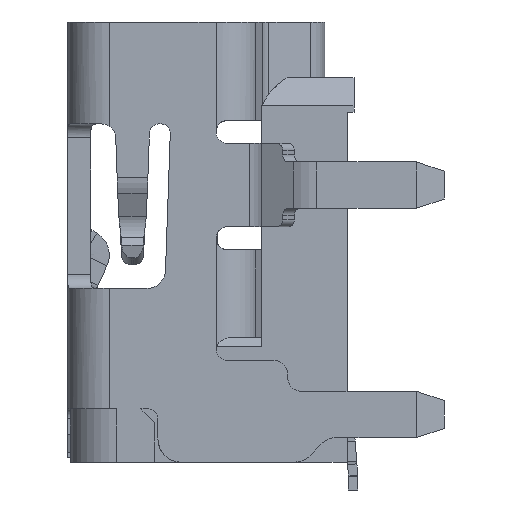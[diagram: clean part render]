
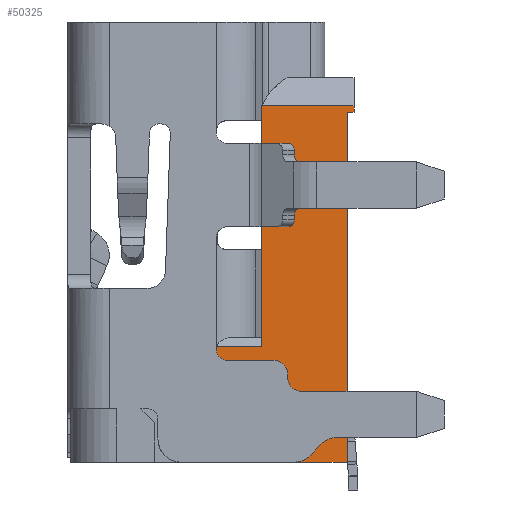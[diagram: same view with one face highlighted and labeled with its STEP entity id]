
A CAD part, left-side view. The second image highlights one B-rep face of the part: STEP entity #50325.
In plain terms, the highlighted planar face has unit normal (-1, 0, 0).
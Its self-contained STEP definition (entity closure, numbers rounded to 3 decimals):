
#231 = VERTEX_POINT ( 'NONE', #25943 ) ;
#1288 = VERTEX_POINT ( 'NONE', #4371 ) ;
#2150 = CARTESIAN_POINT ( 'NONE',  ( -6.95, 0.08, -3.28 ) ) ;
#3772 = CARTESIAN_POINT ( 'NONE',  ( -6.95, 3.68, -5.98 ) ) ;
#4371 = CARTESIAN_POINT ( 'NONE',  ( -6.95, 0.23, -5.98 ) ) ;
#4400 = PLANE ( 'NONE',  #32414 ) ;
#4899 = VERTEX_POINT ( 'NONE', #31465 ) ;
#5057 = DIRECTION ( 'NONE',  ( 0., -1., 0. ) ) ;
#5949 = CARTESIAN_POINT ( 'NONE',  ( -6.95, 3.485, -4.83 ) ) ;
#6039 = CARTESIAN_POINT ( 'NONE',  ( -6.95, 4.68, -3.48 ) ) ;
#6278 = EDGE_CURVE ( 'NONE', #27474, #1288, #36397, .T. ) ;
#6954 = CARTESIAN_POINT ( 'NONE',  ( -6.95, 2.07, -3.48 ) ) ;
#6956 = VECTOR ( 'NONE', #49368, 1000. ) ;
#7519 = VERTEX_POINT ( 'NONE', #37751 ) ;
#7681 = DIRECTION ( 'NONE',  ( 0., 0., 1. ) ) ;
#8918 = EDGE_CURVE ( 'NONE', #32003, #33778, #27375, .T. ) ;
#8963 = VECTOR ( 'NONE', #52107, 1000. ) ;
#9451 = VECTOR ( 'NONE', #44345, 1000. ) ;
#10994 = DIRECTION ( 'NONE',  ( 0., 1., 0. ) ) ;
#11644 = CARTESIAN_POINT ( 'NONE',  ( -6.95, 2.07, -3.48 ) ) ;
#11701 = EDGE_CURVE ( 'NONE', #7519, #4899, #17153, .T. ) ;
#11753 = VECTOR ( 'NONE', #15830, 1000. ) ;
#12204 = LINE ( 'NONE', #33610, #26259 ) ;
#12221 = EDGE_CURVE ( 'NONE', #25056, #15696, #48571, .T. ) ;
#12764 = EDGE_CURVE ( 'NONE', #7519, #1288, #12204, .T. ) ;
#13149 = VECTOR ( 'NONE', #34624, 1000. ) ;
#13295 = CARTESIAN_POINT ( 'NONE',  ( -6.95, 0.23, 1.57 ) ) ;
#15696 = VERTEX_POINT ( 'NONE', #46412 ) ;
#15830 = DIRECTION ( 'NONE',  ( 0., -1., 0. ) ) ;
#16714 = ORIENTED_EDGE ( 'NONE', *, *, #21921, .F. ) ;
#16850 = VECTOR ( 'NONE', #52245, 1000. ) ;
#17153 = LINE ( 'NONE', #13295, #30685 ) ;
#17467 = CARTESIAN_POINT ( 'NONE',  ( -6.95, 5.554, -4.83 ) ) ;
#18821 = CARTESIAN_POINT ( 'NONE',  ( -6.95, 5.21, -3.48 ) ) ;
#19164 = EDGE_CURVE ( 'NONE', #45608, #22865, #35015, .T. ) ;
#19630 = LINE ( 'NONE', #18821, #16850 ) ;
#20142 = ORIENTED_EDGE ( 'NONE', *, *, #12221, .T. ) ;
#20976 = ORIENTED_EDGE ( 'NONE', *, *, #44435, .T. ) ;
#21129 = CARTESIAN_POINT ( 'NONE',  ( -6.95, 0.08, 1.714 ) ) ;
#21921 = EDGE_CURVE ( 'NONE', #50982, #15696, #28085, .T. ) ;
#22241 = LINE ( 'NONE', #6039, #8963 ) ;
#22262 = EDGE_CURVE ( 'NONE', #50982, #231, #22241, .T. ) ;
#22865 = VERTEX_POINT ( 'NONE', #17467 ) ;
#24719 = CARTESIAN_POINT ( 'NONE',  ( -6.95, 5.21, -4.83 ) ) ;
#25056 = VERTEX_POINT ( 'NONE', #46557 ) ;
#25857 = VECTOR ( 'NONE', #47638, 1000. ) ;
#25943 = CARTESIAN_POINT ( 'NONE',  ( -6.95, 5.21, -3.48 ) ) ;
#26259 = VECTOR ( 'NONE', #45950, 1000. ) ;
#26401 = CARTESIAN_POINT ( 'NONE',  ( -6.95, 5.71, 1.714 ) ) ;
#26653 = CARTESIAN_POINT ( 'NONE',  ( -6.95, 0.08, 1.714 ) ) ;
#26670 = LINE ( 'NONE', #26401, #13149 ) ;
#27375 = LINE ( 'NONE', #2150, #44864 ) ;
#27474 = VERTEX_POINT ( 'NONE', #51670 ) ;
#28085 = LINE ( 'NONE', #11644, #38691 ) ;
#28090 = ORIENTED_EDGE ( 'NONE', *, *, #19164, .T. ) ;
#28368 = DIRECTION ( 'NONE',  ( 0., 0., 1. ) ) ;
#30165 = CARTESIAN_POINT ( 'NONE',  ( -6.95, 5.554, -3.28 ) ) ;
#30685 = VECTOR ( 'NONE', #5057, 1000. ) ;
#31209 = DIRECTION ( 'NONE',  ( 0., 1., 0. ) ) ;
#31465 = CARTESIAN_POINT ( 'NONE',  ( -6.95, 0.08, 1.57 ) ) ;
#32003 = VERTEX_POINT ( 'NONE', #30165 ) ;
#32116 = EDGE_LOOP ( 'NONE', ( #20976, #51694, #46502, #52174, #52479, #20142, #16714, #38941, #43420, #28090, #47744, #38761 ) ) ;
#32414 = AXIS2_PLACEMENT_3D ( 'NONE', #21129, #37857, #7681 ) ;
#32465 = EDGE_CURVE ( 'NONE', #231, #45608, #19630, .T. ) ;
#33610 = CARTESIAN_POINT ( 'NONE',  ( -6.95, 0.23, 1.57 ) ) ;
#33778 = VERTEX_POINT ( 'NONE', #39356 ) ;
#34624 = DIRECTION ( 'NONE',  ( 0., 0., -1. ) ) ;
#35015 = LINE ( 'NONE', #5949, #25857 ) ;
#36397 = LINE ( 'NONE', #3772, #11753 ) ;
#37279 = LINE ( 'NONE', #45511, #6956 ) ;
#37751 = CARTESIAN_POINT ( 'NONE',  ( -6.95, 0.23, 1.57 ) ) ;
#37857 = DIRECTION ( 'NONE',  ( -1., 0., 0. ) ) ;
#38691 = VECTOR ( 'NONE', #28368, 1000. ) ;
#38761 = ORIENTED_EDGE ( 'NONE', *, *, #8918, .T. ) ;
#38941 = ORIENTED_EDGE ( 'NONE', *, *, #22262, .T. ) ;
#39356 = CARTESIAN_POINT ( 'NONE',  ( -6.95, 5.71, -3.28 ) ) ;
#42585 = EDGE_CURVE ( 'NONE', #22865, #32003, #37279, .T. ) ;
#43420 = ORIENTED_EDGE ( 'NONE', *, *, #32465, .T. ) ;
#43687 = VECTOR ( 'NONE', #10994, 1000. ) ;
#44345 = DIRECTION ( 'NONE',  ( 0., 0., 1. ) ) ;
#44435 = EDGE_CURVE ( 'NONE', #33778, #27474, #26670, .T. ) ;
#44864 = VECTOR ( 'NONE', #31209, 1000. ) ;
#45511 = CARTESIAN_POINT ( 'NONE',  ( -6.95, 5.554, 2.52 ) ) ;
#45608 = VERTEX_POINT ( 'NONE', #24719 ) ;
#45950 = DIRECTION ( 'NONE',  ( 0., 0., -1. ) ) ;
#46412 = CARTESIAN_POINT ( 'NONE',  ( -6.95, 2.07, 1.714 ) ) ;
#46502 = ORIENTED_EDGE ( 'NONE', *, *, #12764, .F. ) ;
#46557 = CARTESIAN_POINT ( 'NONE',  ( -6.95, 0.08, 1.714 ) ) ;
#47638 = DIRECTION ( 'NONE',  ( 0., 1., 0. ) ) ;
#47744 = ORIENTED_EDGE ( 'NONE', *, *, #42585, .T. ) ;
#47816 = EDGE_CURVE ( 'NONE', #4899, #25056, #48491, .T. ) ;
#48491 = LINE ( 'NONE', #53116, #9451 ) ;
#48571 = LINE ( 'NONE', #26653, #43687 ) ;
#49368 = DIRECTION ( 'NONE',  ( 0., 0., 1. ) ) ;
#50208 = FACE_OUTER_BOUND ( 'NONE', #32116, .T. ) ;
#50325 = ADVANCED_FACE ( 'NONE', ( #50208 ), #4400, .T. ) ;
#50982 = VERTEX_POINT ( 'NONE', #6954 ) ;
#51670 = CARTESIAN_POINT ( 'NONE',  ( -6.95, 5.71, -5.98 ) ) ;
#51694 = ORIENTED_EDGE ( 'NONE', *, *, #6278, .T. ) ;
#52107 = DIRECTION ( 'NONE',  ( 0., 1., 0. ) ) ;
#52174 = ORIENTED_EDGE ( 'NONE', *, *, #11701, .T. ) ;
#52245 = DIRECTION ( 'NONE',  ( 0., 0., -1. ) ) ;
#52479 = ORIENTED_EDGE ( 'NONE', *, *, #47816, .T. ) ;
#53116 = CARTESIAN_POINT ( 'NONE',  ( -6.95, 0.08, 1.57 ) ) ;
